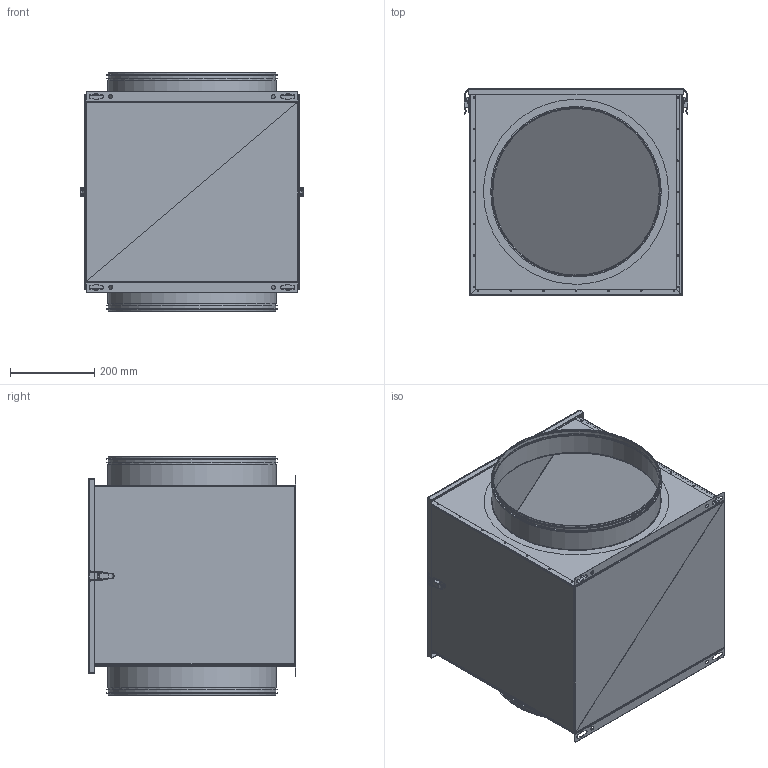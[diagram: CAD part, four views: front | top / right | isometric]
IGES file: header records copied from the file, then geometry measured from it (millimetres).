
Global section: file name: TFE 40; native system: Autodesk Inventor 2023; preprocessor: unknown; author: matthew; date: 20240207.142542; units: millimetre
Bounding box: 530.4 x 491 x 566 mm (x, y, z)
Volume: 2980956.6 mm3; surface area: 3419581.4 mm2
Topology: 3 solids, 4 shells, 672 faces, 1736 edges, 1117 vertices
Faces by surface type: bspline 672
